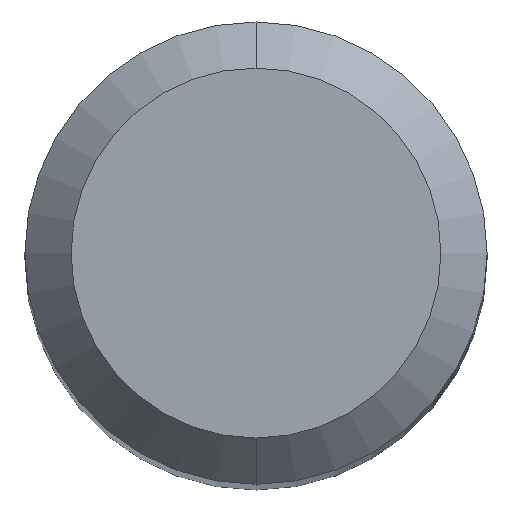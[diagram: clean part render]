
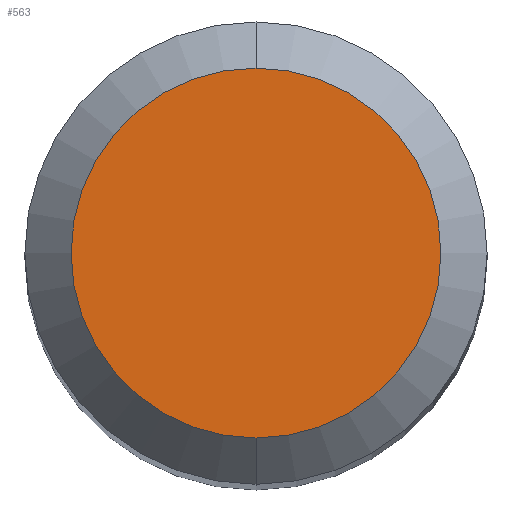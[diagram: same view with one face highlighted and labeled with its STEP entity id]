
A CAD part, top view. The second image highlights one B-rep face of the part: STEP entity #563.
In plain terms, the highlighted planar face has unit normal (0, 0, 1).
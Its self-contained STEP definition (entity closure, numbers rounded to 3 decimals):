
#14 = DIRECTION ( 'NONE',  ( 0., 0., -1. ) ) ;
#23 = ORIENTED_EDGE ( 'NONE', *, *, #205, .F. ) ;
#146 = CARTESIAN_POINT ( 'NONE',  ( 0., -1.6, 38. ) ) ;
#173 = DIRECTION ( 'NONE',  ( 0., 1., 0. ) ) ;
#182 = EDGE_LOOP ( 'NONE', ( #23, #588 ) ) ;
#185 = VERTEX_POINT ( 'NONE', #229 ) ;
#189 = AXIS2_PLACEMENT_3D ( 'NONE', #415, #411, #618 ) ;
#205 = EDGE_CURVE ( 'NONE', #185, #612, #558, .T. ) ;
#215 = CIRCLE ( 'NONE', #189, 1.6 ) ;
#229 = CARTESIAN_POINT ( 'NONE',  ( 0., 1.6, 38. ) ) ;
#238 = DIRECTION ( 'NONE',  ( 0., 0., -1. ) ) ;
#246 = CARTESIAN_POINT ( 'NONE',  ( 0., 0., 38. ) ) ;
#325 = CARTESIAN_POINT ( 'NONE',  ( 0., 0., 38. ) ) ;
#396 = EDGE_CURVE ( 'NONE', #612, #185, #215, .T. ) ;
#399 = PLANE ( 'NONE',  #509 ) ;
#411 = DIRECTION ( 'NONE',  ( 0., 0., -1. ) ) ;
#415 = CARTESIAN_POINT ( 'NONE',  ( 0., 0., 38. ) ) ;
#449 = DIRECTION ( 'NONE',  ( 0., 1., 0. ) ) ;
#464 = FACE_OUTER_BOUND ( 'NONE', #182, .T. ) ;
#486 = AXIS2_PLACEMENT_3D ( 'NONE', #325, #14, #173 ) ;
#509 = AXIS2_PLACEMENT_3D ( 'NONE', #246, #238, #449 ) ;
#558 = CIRCLE ( 'NONE', #486, 1.6 ) ;
#563 = ADVANCED_FACE ( 'NONE', ( #464 ), #399, .F. ) ;
#588 = ORIENTED_EDGE ( 'NONE', *, *, #396, .F. ) ;
#612 = VERTEX_POINT ( 'NONE', #146 ) ;
#618 = DIRECTION ( 'NONE',  ( 0., 1., 0. ) ) ;
